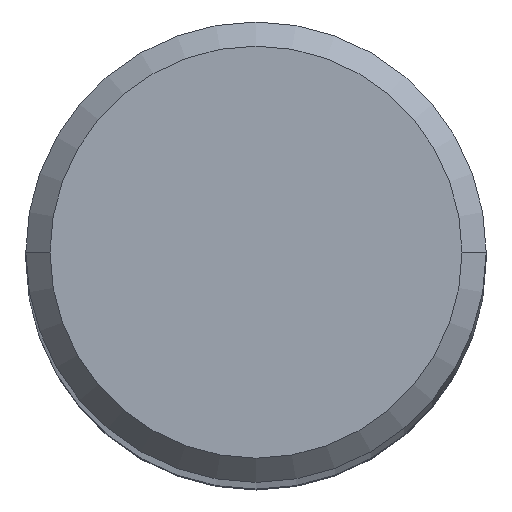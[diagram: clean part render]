
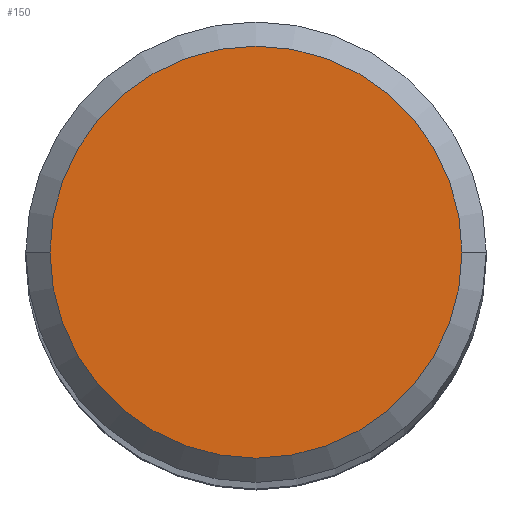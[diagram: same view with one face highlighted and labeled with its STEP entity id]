
A CAD part, top view. The second image highlights one B-rep face of the part: STEP entity #150.
In plain terms, the highlighted planar face has unit normal (0, 0, 1).
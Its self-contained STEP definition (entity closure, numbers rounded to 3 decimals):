
#45=PLANE('',#1199);
#150=ADVANCED_FACE('',(#210),#45,.F.);
#210=FACE_OUTER_BOUND('',#268,.T.);
#268=EDGE_LOOP('',(#515,#516));
#515=ORIENTED_EDGE('',*,*,#718,.T.);
#516=ORIENTED_EDGE('',*,*,#721,.T.);
#594=VERTEX_POINT('',#1914);
#595=VERTEX_POINT('',#1915);
#718=EDGE_CURVE('',#594,#595,#834,.T.);
#721=EDGE_CURVE('',#595,#594,#835,.T.);
#834=CIRCLE('',#1195,8.525);
#835=CIRCLE('',#1197,8.525);
#1195=AXIS2_PLACEMENT_3D('',#1913,#1571,#1572);
#1197=AXIS2_PLACEMENT_3D('',#1919,#1577,#1578);
#1199=AXIS2_PLACEMENT_3D('',#1921,#1581,#1582);
#1571=DIRECTION('',(0.,0.,1.));
#1572=DIRECTION('',(-1.,0.,0.));
#1577=DIRECTION('',(0.,0.,1.));
#1578=DIRECTION('',(1.,0.,0.));
#1581=DIRECTION('',(0.,0.,-1.));
#1582=DIRECTION('',(1.,0.,0.));
#1913=CARTESIAN_POINT('',(0.,0.,0.));
#1914=CARTESIAN_POINT('',(-8.525,0.,0.));
#1915=CARTESIAN_POINT('',(8.525,0.,0.));
#1919=CARTESIAN_POINT('',(0.,0.,0.));
#1921=CARTESIAN_POINT('',(0.,0.,0.));
